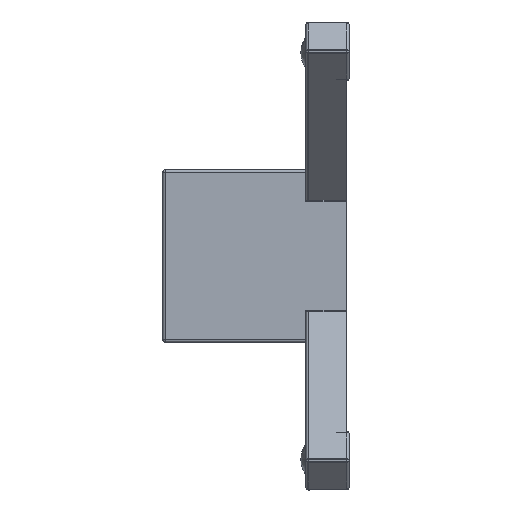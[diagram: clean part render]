
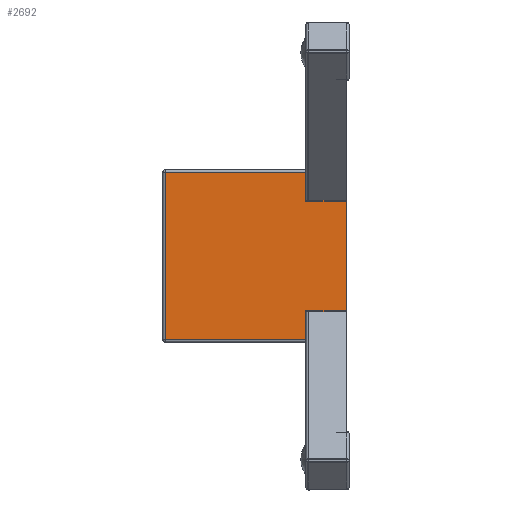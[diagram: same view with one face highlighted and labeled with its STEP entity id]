
A CAD part, left-side view. The second image highlights one B-rep face of the part: STEP entity #2692.
In plain terms, the highlighted planar face has unit normal (-1, 0, 0).
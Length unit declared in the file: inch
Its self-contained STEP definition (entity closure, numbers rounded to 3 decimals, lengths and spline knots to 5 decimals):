
#26 = VERTEX_POINT ( 'NONE', #1062 ) ;
#70 = VERTEX_POINT ( 'NONE', #5969 ) ;
#162 = LINE ( 'NONE', #9189, #6681 ) ;
#169 = LINE ( 'NONE', #3481, #6680 ) ;
#387 = DIRECTION ( 'NONE',  ( 0., 0., -1. ) ) ;
#986 = DIRECTION ( 'NONE',  ( 0., 0., -1. ) ) ;
#1036 = ORIENTED_EDGE ( 'NONE', *, *, #10587, .T. ) ;
#1062 = CARTESIAN_POINT ( 'NONE',  ( -3.99213, -4., -1.41493 ) ) ;
#1251 = CARTESIAN_POINT ( 'NONE',  ( -3.99213, -2.11496, -7.99213 ) ) ;
#1801 = CARTESIAN_POINT ( 'NONE',  ( -3.99213, 4.5, -6.57933 ) ) ;
#1882 = DIRECTION ( 'NONE',  ( 0., -1., 0. ) ) ;
#2003 = EDGE_CURVE ( 'NONE', #70, #4311, #9412, .T. ) ;
#2083 = VECTOR ( 'NONE', #6434, 39.37008 ) ;
#2692 = ADVANCED_FACE ( 'NONE', ( #8458 ), #3507, .F. ) ;
#2704 = CARTESIAN_POINT ( 'NONE',  ( -3.99213, -2.11496, -7.8752 ) ) ;
#2873 = CARTESIAN_POINT ( 'NONE',  ( -3.99213, 4.5, -7.99213 ) ) ;
#2951 = VECTOR ( 'NONE', #6761, 39.37008 ) ;
#2978 = ORIENTED_EDGE ( 'NONE', *, *, #9728, .F. ) ;
#2980 = CARTESIAN_POINT ( 'NONE',  ( -3.99213, -2.11496, -1.41493 ) ) ;
#3426 = EDGE_CURVE ( 'NONE', #3987, #26, #169, .T. ) ;
#3480 = ORIENTED_EDGE ( 'NONE', *, *, #3620, .F. ) ;
#3481 = CARTESIAN_POINT ( 'NONE',  ( -3.99213, -4., -7.99213 ) ) ;
#3507 = PLANE ( 'NONE',  #5809 ) ;
#3620 = EDGE_CURVE ( 'NONE', #8310, #9087, #4055, .T. ) ;
#3740 = CARTESIAN_POINT ( 'NONE',  ( -3.99213, 4.38307, -7.8752 ) ) ;
#3801 = ORIENTED_EDGE ( 'NONE', *, *, #3426, .T. ) ;
#3987 = VERTEX_POINT ( 'NONE', #7064 ) ;
#4030 = VERTEX_POINT ( 'NONE', #7115 ) ;
#4036 = DIRECTION ( 'NONE',  ( 0., -1., 0. ) ) ;
#4055 = LINE ( 'NONE', #10486, #2083 ) ;
#4311 = VERTEX_POINT ( 'NONE', #2704 ) ;
#4383 = DIRECTION ( 'NONE',  ( 0., 0., 1. ) ) ;
#4481 = VECTOR ( 'NONE', #4036, 39.37008 ) ;
#4799 = LINE ( 'NONE', #4852, #4481 ) ;
#4852 = CARTESIAN_POINT ( 'NONE',  ( -3.99213, 4.5, -7.8752 ) ) ;
#4861 = ORIENTED_EDGE ( 'NONE', *, *, #10535, .T. ) ;
#5007 = VECTOR ( 'NONE', #986, 39.37008 ) ;
#5058 = EDGE_LOOP ( 'NONE', ( #2978, #3480, #9502, #1036, #4861, #6314, #7402, #3801 ) ) ;
#5809 = AXIS2_PLACEMENT_3D ( 'NONE', #2873, #7646, #6130 ) ;
#5969 = CARTESIAN_POINT ( 'NONE',  ( -3.99213, -2.11496, -6.57933 ) ) ;
#6130 = DIRECTION ( 'NONE',  ( 0., 0., -1. ) ) ;
#6314 = ORIENTED_EDGE ( 'NONE', *, *, #2003, .F. ) ;
#6434 = DIRECTION ( 'NONE',  ( 0., 0., -1. ) ) ;
#6680 = VECTOR ( 'NONE', #4383, 39.37008 ) ;
#6681 = VECTOR ( 'NONE', #1882, 39.37008 ) ;
#6761 = DIRECTION ( 'NONE',  ( 0., 1., 0. ) ) ;
#7064 = CARTESIAN_POINT ( 'NONE',  ( -3.99213, -4., -6.57933 ) ) ;
#7090 = VERTEX_POINT ( 'NONE', #3740 ) ;
#7115 = CARTESIAN_POINT ( 'NONE',  ( -3.99213, 4.38307, -0.11693 ) ) ;
#7241 = VECTOR ( 'NONE', #387, 39.37008 ) ;
#7402 = ORIENTED_EDGE ( 'NONE', *, *, #10550, .F. ) ;
#7520 = LINE ( 'NONE', #9203, #5007 ) ;
#7547 = EDGE_CURVE ( 'NONE', #8310, #4030, #9511, .T. ) ;
#7646 = DIRECTION ( 'NONE',  ( 1., 0., 0. ) ) ;
#7767 = DIRECTION ( 'NONE',  ( 0., 1., 0. ) ) ;
#8079 = LINE ( 'NONE', #1801, #2951 ) ;
#8228 = VECTOR ( 'NONE', #7767, 39.37008 ) ;
#8310 = VERTEX_POINT ( 'NONE', #10542 ) ;
#8458 = FACE_OUTER_BOUND ( 'NONE', #5058, .T. ) ;
#9087 = VERTEX_POINT ( 'NONE', #2980 ) ;
#9189 = CARTESIAN_POINT ( 'NONE',  ( -3.99213, 4.5, -1.41493 ) ) ;
#9203 = CARTESIAN_POINT ( 'NONE',  ( -3.99213, 4.38307, -7.99213 ) ) ;
#9412 = LINE ( 'NONE', #1251, #7241 ) ;
#9502 = ORIENTED_EDGE ( 'NONE', *, *, #7547, .T. ) ;
#9511 = LINE ( 'NONE', #10421, #8228 ) ;
#9728 = EDGE_CURVE ( 'NONE', #9087, #26, #162, .T. ) ;
#10421 = CARTESIAN_POINT ( 'NONE',  ( -3.99213, 4.5, -0.11693 ) ) ;
#10486 = CARTESIAN_POINT ( 'NONE',  ( -3.99213, -2.11496, -7.99213 ) ) ;
#10535 = EDGE_CURVE ( 'NONE', #7090, #4311, #4799, .T. ) ;
#10542 = CARTESIAN_POINT ( 'NONE',  ( -3.99213, -2.11496, -0.11693 ) ) ;
#10550 = EDGE_CURVE ( 'NONE', #3987, #70, #8079, .T. ) ;
#10587 = EDGE_CURVE ( 'NONE', #4030, #7090, #7520, .T. ) ;
